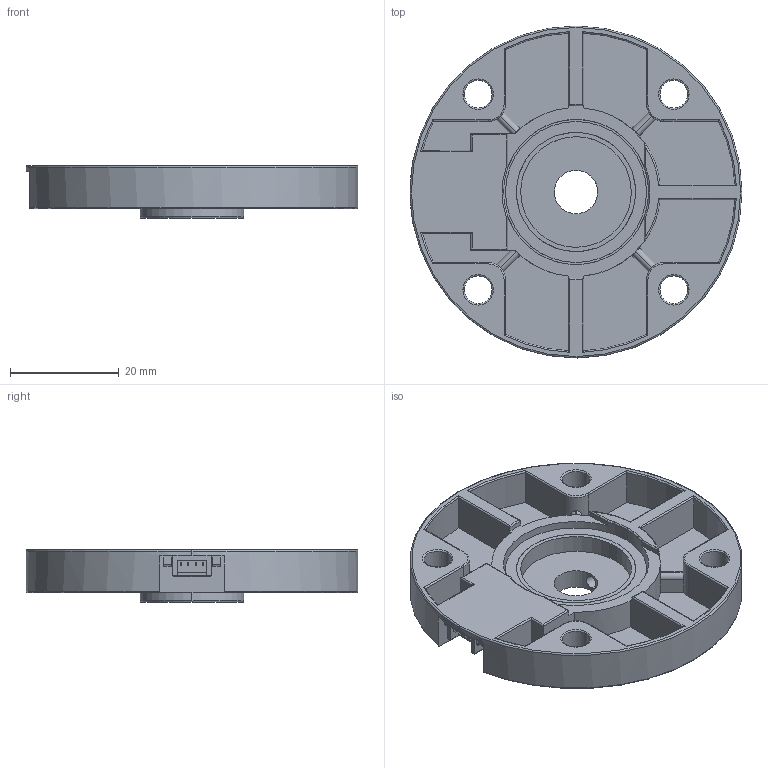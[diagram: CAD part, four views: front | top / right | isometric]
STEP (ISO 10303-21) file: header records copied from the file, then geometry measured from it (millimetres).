
FILE_DESCRIPTION (( 'STEP AP214' ), '1' );
FILE_NAME ('am-3314a CIMcoder V2.STEP', '2018-01-23T20:12:57', ( '' ), ( '' ), 'SwSTEP 2.0', 'SolidWorks 2017', '' );
FILE_SCHEMA (( 'AUTOMOTIVE_DESIGN' ));
Length unit declared in the file: inch
Products named in the file (5): MetalHubforCIMcoder; CIMcoder Magnet; CIMcoder Connector; CIMcoder V2; am-3314a CIMcoder V2
Assembly tree (4 placements, depth 2):
  am-3314a CIMcoder V2
    CIMcoder V2
    MetalHubforCIMcoder
    CIMcoder Magnet
    CIMcoder Connector
Bounding box: 60.96 x 60.96 x 9.65 mm (x, y, z)
Volume: 11088.3 mm3; surface area: 13689.7 mm2
Topology: 4 solids, 4 shells, 264 faces, 653 edges, 405 vertices
Faces by surface type: plane 111, cylinder 110, torus 41, sphere 2
Entity records: 8725 total; most frequent: CARTESIAN_POINT 1777, DIRECTION 1341, ORIENTED_EDGE 1302, EDGE_CURVE 651, AXIS2_PLACEMENT_3D 491, VERTEX_POINT 405, VECTOR 359, LINE 359
